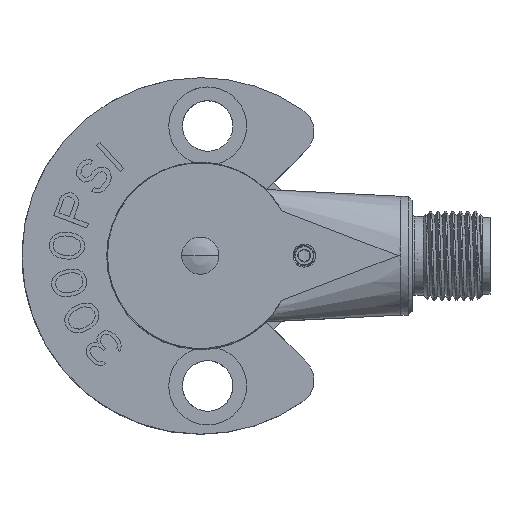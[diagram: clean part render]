
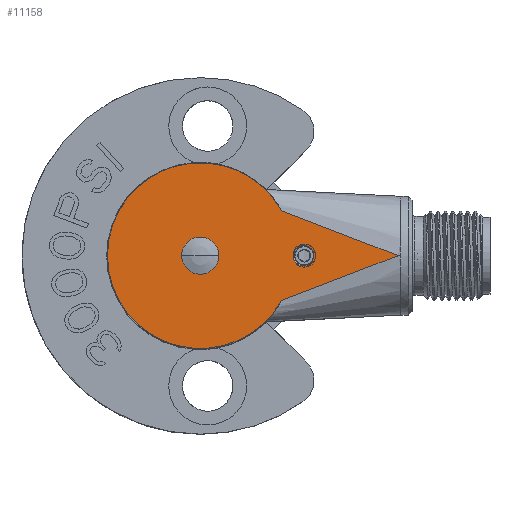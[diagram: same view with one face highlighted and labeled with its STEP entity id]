
A CAD part, top view. The second image highlights one B-rep face of the part: STEP entity #11158.
In plain terms, the highlighted planar face has unit normal (0, 0, 1).
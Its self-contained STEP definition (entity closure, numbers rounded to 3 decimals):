
#1670=CARTESIAN_POINT('',(0.,0.,27.3));
#1671=DIRECTION('',(0.,0.,1.));
#1672=DIRECTION('',(1.,-0.021,0.));
#1673=AXIS2_PLACEMENT_3D('',#1670,#1671,#1672);
#1948=CARTESIAN_POINT('',(12.497,0.256,27.3));
#2027=CARTESIAN_POINT('',(0.,0.,27.3));
#2028=DIRECTION('',(0.,0.,1.));
#2029=DIRECTION('',(1.,0.,0.));
#2030=AXIS2_PLACEMENT_3D('',#2027,#2028,#2029);
#2032=CARTESIAN_POINT('',(0.,0.,27.3));
#2033=DIRECTION('',(0.,0.,1.));
#2034=DIRECTION('',(-1.,0.,0.));
#2035=AXIS2_PLACEMENT_3D('',#2032,#2033,#2034);
#2037=DIRECTION('',(-0.933,-0.359,0.));
#2038=VECTOR('',#2037,16.802);
#2039=CARTESIAN_POINT('',(26.626,0.,
27.3));
#2040=LINE('',#2039,#2038);
#2041=CARTESIAN_POINT('',(0.,0.,27.3));
#2042=DIRECTION('',(0.,0.,-1.));
#2043=DIRECTION('',(0.876,-0.483,0.));
#2044=AXIS2_PLACEMENT_3D('',#2041,#2042,#2043);
#2046=CARTESIAN_POINT('',(0.,0.,27.3));
#2047=DIRECTION('',(0.,0.,-1.));
#2048=DIRECTION('',(-1.,0.,0.));
#2049=AXIS2_PLACEMENT_3D('',#2046,#2047,#2048);
#2051=DIRECTION('',(0.933,-0.359,0.));
#2052=VECTOR('',#2051,16.802);
#2053=CARTESIAN_POINT('',(10.946,6.036,27.3));
#2054=LINE('',#2053,#2052);
#2055=CARTESIAN_POINT('',(14.713,1.026,27.3));
#2056=CARTESIAN_POINT('',(14.612,1.113,27.3));
#2057=CARTESIAN_POINT('',(14.398,1.247,27.3));
#2058=CARTESIAN_POINT('',(14.009,1.353,27.3));
#2059=CARTESIAN_POINT('',(13.624,1.333,27.3));
#2060=CARTESIAN_POINT('',(13.251,1.213,27.3));
#2061=CARTESIAN_POINT('',(12.911,0.987,27.3));
#2062=CARTESIAN_POINT('',(12.649,0.661,27.3));
#2063=CARTESIAN_POINT('',(12.536,0.4,27.3));
#2064=CARTESIAN_POINT('',(12.497,0.256,27.3));
#2066=CARTESIAN_POINT('',(12.497,-0.263,27.3));
#2067=CARTESIAN_POINT('',(12.535,-0.404,27.3));
#2068=CARTESIAN_POINT('',(12.646,-0.661,
27.3));
#2069=CARTESIAN_POINT('',(12.911,-0.984,
27.3));
#2070=CARTESIAN_POINT('',(13.249,-1.215,27.3));
#2071=CARTESIAN_POINT('',(13.627,-1.338,27.3));
#2072=CARTESIAN_POINT('',(14.016,-1.351,27.3));
#2073=CARTESIAN_POINT('',(14.406,-1.245,27.3));
#2074=CARTESIAN_POINT('',(14.615,-1.111,27.3));
#2075=CARTESIAN_POINT('',(14.712,-1.027,27.3));
#2077=CARTESIAN_POINT('',(14.712,-1.027,27.3));
#2078=CARTESIAN_POINT('',(14.826,-0.948,
27.3));
#2079=CARTESIAN_POINT('',(15.017,-0.763,
27.3));
#2080=CARTESIAN_POINT('',(15.208,-0.399,
27.3));
#2081=CARTESIAN_POINT('',(15.272,0.005,27.3));
#2082=CARTESIAN_POINT('',(15.206,0.407,27.3));
#2083=CARTESIAN_POINT('',(15.011,0.771,27.3));
#2084=CARTESIAN_POINT('',(14.822,0.951,27.3));
#2085=CARTESIAN_POINT('',(14.713,1.026,27.3));
#4642=CARTESIAN_POINT('',(14.713,1.026,27.3));
#4644=CARTESIAN_POINT('',(14.712,-1.027,27.3));
#7892=VERTEX_POINT('',#4644);
#7922=VERTEX_POINT('',#4642);
#7943=CARTESIAN_POINT('',(26.626,0.,
27.3));
#7944=CARTESIAN_POINT('',(10.946,-6.036,27.3));
#7945=VERTEX_POINT('',#7943);
#7946=VERTEX_POINT('',#7944);
#7947=CARTESIAN_POINT('',(-12.5,0.,27.3));
#7948=VERTEX_POINT('',#7947);
#7949=CARTESIAN_POINT('',(10.946,6.036,27.3));
#7950=VERTEX_POINT('',#7949);
#9204=CARTESIAN_POINT('',(-2.5,0.,27.3));
#9205=CARTESIAN_POINT('',(2.5,0.,27.3));
#9206=VERTEX_POINT('',#9204);
#9207=VERTEX_POINT('',#9205);
#9215=VERTEX_POINT('',#1948);
#9216=VERTEX_POINT('',#2066);
#11132=CARTESIAN_POINT('',(7.063,0.,27.3));
#11133=DIRECTION('',(0.,0.,1.));
#11134=DIRECTION('',(1.,0.,0.));
#11135=AXIS2_PLACEMENT_3D('',#11132,#11133,#11134);
#11136=PLANE('',#11135);
#11138=ORIENTED_EDGE('',*,*,#11137,.T.);
#11139=ORIENTED_EDGE('',*,*,#10680,.T.);
#11140=ORIENTED_EDGE('',*,*,#10639,.T.);
#11142=ORIENTED_EDGE('',*,*,#11141,.T.);
#11143=EDGE_LOOP('',(#11138,#11139,#11140,#11142));
#11144=FACE_OUTER_BOUND('',#11143,.F.);
#11146=ORIENTED_EDGE('',*,*,#11145,.T.);
#11148=ORIENTED_EDGE('',*,*,#11147,.T.);
#11149=EDGE_LOOP('',(#11146,#11148));
#11150=FACE_BOUND('',#11149,.F.);
#11151=ORIENTED_EDGE('',*,*,#11103,.T.);
#11152=ORIENTED_EDGE('',*,*,#10651,.F.);
#11153=ORIENTED_EDGE('',*,*,#10890,.T.);
#11155=ORIENTED_EDGE('',*,*,#11154,.T.);
#11156=EDGE_LOOP('',(#11151,#11152,#11153,#11155));
#11157=FACE_BOUND('',#11156,.F.);
#11158=ADVANCED_FACE('',(#11144,#11150,#11157),#11136,.T.);
#1674=CIRCLE('',#1673,12.5);
#2031=CIRCLE('',#2030,2.5);
#2036=CIRCLE('',#2035,2.5);
#2045=CIRCLE('',#2044,12.5);
#2050=CIRCLE('',#2049,12.5);
#2065=B_SPLINE_CURVE_WITH_KNOTS('',3,(#2055,#2056,#2057,#2058,#2059,#2060,#2061,
#2062,#2063,#2064),.UNSPECIFIED.,.F.,.F.,(4,1,1,1,1,1,1,4),(0.,
0.143,0.286,0.429,0.571,
0.714,0.857,1.),.UNSPECIFIED.);
#2076=B_SPLINE_CURVE_WITH_KNOTS('',3,(#2066,#2067,#2068,#2069,#2070,#2071,#2072,
#2073,#2074,#2075),.UNSPECIFIED.,.F.,.F.,(4,1,1,1,1,1,1,4),(0.,
0.143,0.286,0.429,0.571,
0.714,0.857,1.),.UNSPECIFIED.);
#2086=B_SPLINE_CURVE_WITH_KNOTS('',3,(#2077,#2078,#2079,#2080,#2081,#2082,#2083,
#2084,#2085),.UNSPECIFIED.,.F.,.F.,(4,1,1,1,1,1,4),(0.,0.167,
0.333,0.5,0.667,0.833,1.),
.UNSPECIFIED.);
#10639=EDGE_CURVE('',#7948,#7950,#2050,.T.);
#10651=EDGE_CURVE('',#9216,#9215,#1674,.T.);
#10680=EDGE_CURVE('',#7946,#7948,#2045,.T.);
#10890=EDGE_CURVE('',#9216,#7892,#2076,.T.);
#11103=EDGE_CURVE('',#7922,#9215,#2065,.T.);
#11137=EDGE_CURVE('',#7945,#7946,#2040,.T.);
#11141=EDGE_CURVE('',#7950,#7945,#2054,.T.);
#11145=EDGE_CURVE('',#9207,#9206,#2031,.T.);
#11147=EDGE_CURVE('',#9206,#9207,#2036,.T.);
#11154=EDGE_CURVE('',#7892,#7922,#2086,.T.);
